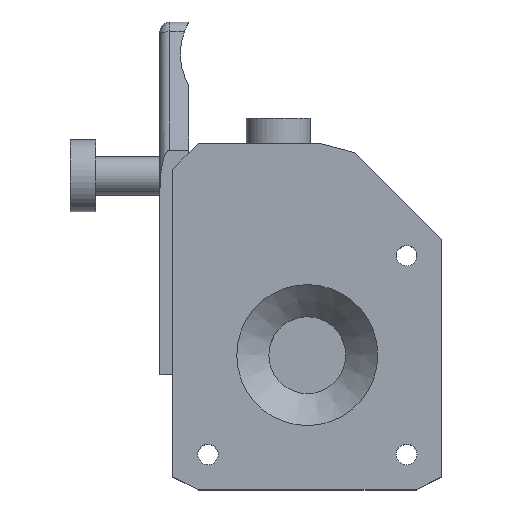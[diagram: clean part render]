
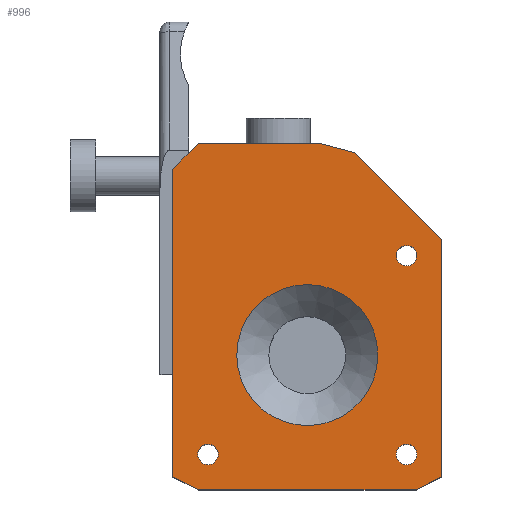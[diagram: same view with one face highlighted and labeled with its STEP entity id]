
A CAD part, top view. The second image highlights one B-rep face of the part: STEP entity #996.
In plain terms, the highlighted planar face has unit normal (0, 0, 1).
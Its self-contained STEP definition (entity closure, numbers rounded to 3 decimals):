
#49=LINE('',#1559,#125);
#80=LINE('',#1644,#156);
#83=LINE('',#1649,#159);
#84=LINE('',#1651,#160);
#86=LINE('',#1657,#162);
#87=LINE('',#1694,#163);
#88=LINE('',#1696,#164);
#89=LINE('',#1698,#165);
#90=LINE('',#1699,#166);
#125=VECTOR('',#1228,5.657);
#156=VECTOR('',#1309,19.213);
#159=VECTOR('',#1314,5.596);
#160=VECTOR('',#1317,19.);
#162=VECTOR('',#1323,48.);
#163=VECTOR('',#1372,4.472);
#164=VECTOR('',#1373,34.);
#165=VECTOR('',#1374,4.472);
#166=VECTOR('',#1375,37.);
#223=FACE_BOUND('',#378,.T.);
#224=FACE_BOUND('',#379,.T.);
#225=FACE_BOUND('',#380,.T.);
#226=FACE_BOUND('',#381,.T.);
#287=FACE_OUTER_BOUND('',#377,.T.);
#377=EDGE_LOOP('',(#860,#861,#862,#863,#864,#865,#866,#867,#868));
#378=EDGE_LOOP('',(#869));
#379=EDGE_LOOP('',(#870));
#380=EDGE_LOOP('',(#871));
#381=EDGE_LOOP('',(#872));
#435=CIRCLE('',#1101,1.6);
#436=CIRCLE('',#1102,1.6);
#437=CIRCLE('',#1103,1.6);
#438=CIRCLE('',#1104,11.);
#476=VERTEX_POINT('',#1556);
#477=VERTEX_POINT('',#1558);
#505=VERTEX_POINT('',#1641);
#506=VERTEX_POINT('',#1643);
#507=VERTEX_POINT('',#1647);
#509=VERTEX_POINT('',#1655);
#521=VERTEX_POINT('',#1693);
#522=VERTEX_POINT('',#1695);
#523=VERTEX_POINT('',#1697);
#524=VERTEX_POINT('',#1700);
#525=VERTEX_POINT('',#1702);
#526=VERTEX_POINT('',#1704);
#527=VERTEX_POINT('',#1706);
#582=EDGE_CURVE('',#476,#477,#49,.T.);
#622=EDGE_CURVE('',#505,#506,#80,.T.);
#625=EDGE_CURVE('',#507,#505,#83,.T.);
#626=EDGE_CURVE('',#477,#507,#84,.T.);
#629=EDGE_CURVE('',#509,#476,#86,.T.);
#641=EDGE_CURVE('',#521,#509,#87,.T.);
#642=EDGE_CURVE('',#522,#521,#88,.T.);
#643=EDGE_CURVE('',#523,#522,#89,.T.);
#644=EDGE_CURVE('',#506,#523,#90,.T.);
#645=EDGE_CURVE('',#524,#524,#435,.T.);
#646=EDGE_CURVE('',#525,#525,#436,.T.);
#647=EDGE_CURVE('',#526,#526,#437,.T.);
#648=EDGE_CURVE('',#527,#527,#438,.T.);
#860=ORIENTED_EDGE('',*,*,#625,.F.);
#861=ORIENTED_EDGE('',*,*,#626,.F.);
#862=ORIENTED_EDGE('',*,*,#582,.F.);
#863=ORIENTED_EDGE('',*,*,#629,.F.);
#864=ORIENTED_EDGE('',*,*,#641,.F.);
#865=ORIENTED_EDGE('',*,*,#642,.F.);
#866=ORIENTED_EDGE('',*,*,#643,.F.);
#867=ORIENTED_EDGE('',*,*,#644,.F.);
#868=ORIENTED_EDGE('',*,*,#622,.F.);
#869=ORIENTED_EDGE('',*,*,#645,.T.);
#870=ORIENTED_EDGE('',*,*,#646,.T.);
#871=ORIENTED_EDGE('',*,*,#647,.T.);
#872=ORIENTED_EDGE('',*,*,#648,.T.);
#937=PLANE('',#1100);
#996=ADVANCED_FACE('',(#287,#223,#224,#225,#226),#937,.T.);
#1100=AXIS2_PLACEMENT_3D('',#1692,#1370,#1371);
#1101=AXIS2_PLACEMENT_3D('',#1701,#1376,#1377);
#1102=AXIS2_PLACEMENT_3D('',#1703,#1378,#1379);
#1103=AXIS2_PLACEMENT_3D('',#1705,#1380,#1381);
#1104=AXIS2_PLACEMENT_3D('',#1707,#1382,#1383);
#1228=DIRECTION('',(0.707,0.707,0.));
#1309=DIRECTION('',(0.707,-0.707,0.));
#1314=DIRECTION('',(0.968,-0.253,0.));
#1317=DIRECTION('',(1.,0.,0.));
#1323=DIRECTION('',(0.,1.,0.));
#1370=DIRECTION('center_axis',(0.,0.,1.));
#1371=DIRECTION('ref_axis',(1.,0.,0.));
#1372=DIRECTION('',(-0.894,0.447,0.));
#1373=DIRECTION('',(-1.,0.,0.));
#1374=DIRECTION('',(-0.894,-0.447,0.));
#1375=DIRECTION('',(0.,-1.,0.));
#1376=DIRECTION('center_axis',(0.,0.,-1.));
#1377=DIRECTION('ref_axis',(-1.,0.,0.));
#1378=DIRECTION('center_axis',(0.,0.,-1.));
#1379=DIRECTION('ref_axis',(-1.,0.,0.));
#1380=DIRECTION('center_axis',(0.,0.,-1.));
#1381=DIRECTION('ref_axis',(-1.,0.,0.));
#1382=DIRECTION('center_axis',(0.,0.,-1.));
#1383=DIRECTION('ref_axis',(-1.,0.,0.));
#1556=CARTESIAN_POINT('',(-21.,29.,0.));
#1558=CARTESIAN_POINT('',(-17.,33.,0.));
#1559=CARTESIAN_POINT('',(-20.5,29.5,0.));
#1641=CARTESIAN_POINT('',(7.414,31.586,0.));
#1643=CARTESIAN_POINT('',(21.,18.,0.));
#1644=CARTESIAN_POINT('',(15.,24.,0.));
#1647=CARTESIAN_POINT('',(2.,33.,0.));
#1649=CARTESIAN_POINT('',(5.718,32.029,0.));
#1651=CARTESIAN_POINT('',(-21.,33.,0.));
#1655=CARTESIAN_POINT('',(-21.,-19.,0.));
#1657=CARTESIAN_POINT('',(-21.,-21.,0.));
#1692=CARTESIAN_POINT('Origin',(0.,6.,0.));
#1693=CARTESIAN_POINT('',(-17.,-21.,0.));
#1694=CARTESIAN_POINT('',(-16.6,-21.2,0.));
#1695=CARTESIAN_POINT('',(17.,-21.,0.));
#1696=CARTESIAN_POINT('',(21.,-21.,0.));
#1697=CARTESIAN_POINT('',(21.,-19.,0.));
#1698=CARTESIAN_POINT('',(16.6,-21.2,0.));
#1699=CARTESIAN_POINT('',(21.,33.,0.));
#1700=CARTESIAN_POINT('',(17.1,-15.5,0.));
#1701=CARTESIAN_POINT('Origin',(15.5,-15.5,0.));
#1702=CARTESIAN_POINT('',(-13.9,-15.5,0.));
#1703=CARTESIAN_POINT('Origin',(-15.5,-15.5,0.));
#1704=CARTESIAN_POINT('',(17.1,15.5,0.));
#1705=CARTESIAN_POINT('Origin',(15.5,15.5,0.));
#1706=CARTESIAN_POINT('',(11.,0.,0.));
#1707=CARTESIAN_POINT('Origin',(0.,0.,0.));
